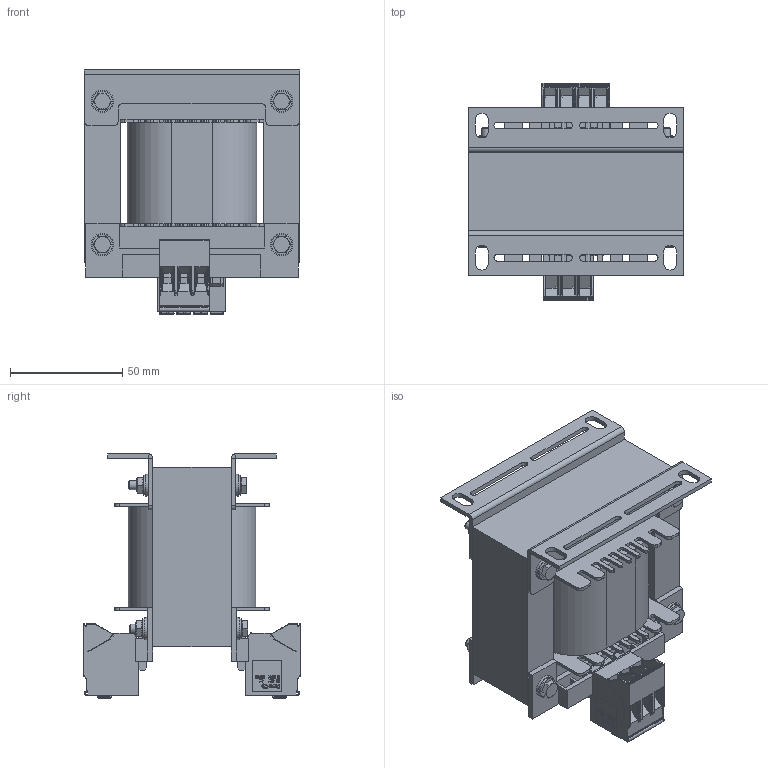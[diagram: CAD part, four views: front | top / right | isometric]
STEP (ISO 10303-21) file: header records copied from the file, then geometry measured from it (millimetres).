
FILE_DESCRIPTION(/* description */ (''),/* implementation_level */ '2;1');
FILE_NAME(/* name */ 'TF041163200.stp',/* time_stamp */ '2022-10-06T13:45:09+02:00',/* author */ ('velazquez'),/* organization */ (''),/* preprocessor_version */ 'ST-DEVELOPER v19.2',/* originating_system */ 'Autodesk Inventor 2023',/* authorisation */ '');
FILE_SCHEMA (('AUTOMOTIVE_DESIGN { 1 0 10303 214 3 1 1 }'));
Products named in the file (11): TF041163200; EI96 x 80 - 35 (RC32); AF32DIN; EI 96 X 80 - 35; EI96; 1227_TKS_4_3_F NARANJA; 1226_TKS_4_2_F; centrador M4; DIN 125 - A 4,3; DIN 933 - M4  x 50; DIN 934 - M4
Assembly tree (33 placements, depth 2):
  TF041163200
    EI96 x 80 - 35 (RC32)
    AF32DIN  x2
    EI 96 X 80 - 35
    EI96  x2
    1227_TKS_4_3_F NARANJA
    1226_TKS_4_2_F  x2
    centrador M4  x8
    DIN 125 - A 4,3  x8
    DIN 933 - M4  x 50  x4
    DIN 934 - M4  x4
Bounding box: 96 x 96.9 x 109 mm (x, y, z)
Volume: 358670.7 mm3; surface area: 114881.8 mm2
Topology: 33 solids, 33 shells, 5982 faces, 16651 edges, 10830 vertices
Faces by surface type: plane 4778, cylinder 833, bspline 179, torus 136, cone 48, sphere 8
Full cylindrical faces by diameter (mm): 3.242 x4, 3.621 x4, 4 x16, 4.3 x8, 4.9 x8, 5.5 x4, 5.8 x4, 5.9 x4, 9 x8, 10 x8
Entity records: 138706 total; most frequent: CARTESIAN_POINT 28561, ORIENTED_EDGE 22854, DIRECTION 20660, EDGE_CURVE 11427, LINE 9856, VECTOR 9856, VERTEX_POINT 7438, AXIS2_PLACEMENT_3D 5402
